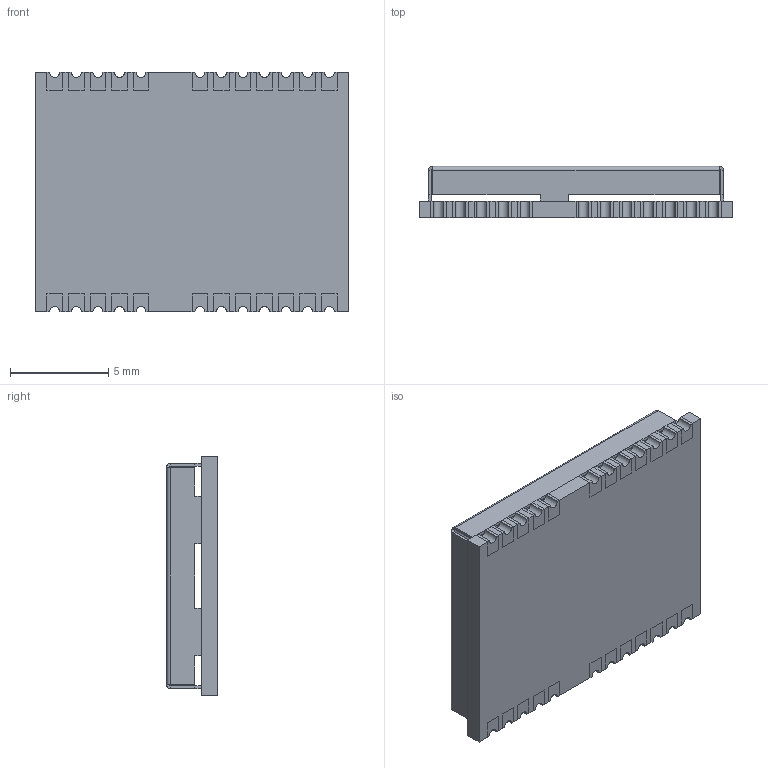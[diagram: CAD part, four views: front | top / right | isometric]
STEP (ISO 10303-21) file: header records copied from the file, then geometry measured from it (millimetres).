
FILE_DESCRIPTION(('HOOPS Exchange Step'),'2;1');
FILE_NAME('temp_export','2022-12-07T10:21:26+08:00',('mobile'),('Shapr3D Limited'),'HOOPS Exchange 2022.1','Shapr3D','Authorized');
FILE_SCHEMA( ('AUTOMOTIVE_DESIGN { 1 0 10303 214 1 1 1 1 }') );
Length unit declared in the file: millimetre
Products named in the file (2): temp_import.STEP; root
Assembly tree (1 placements, depth 2):
  root
    temp_import.STEP
Bounding box: 16 x 2.6 x 12.2 mm (x, y, z)
Volume: 194.3 mm3; surface area: 1031.6 mm2
Topology: 26 solids, 26 shells, 356 faces, 880 edges, 576 vertices
Faces by surface type: plane 316, cylinder 32, bspline 8
Entity records: 10540 total; most frequent: CARTESIAN_POINT 2062, ORIENTED_EDGE 1760, DIRECTION 1612, EDGE_CURVE 880, VECTOR 816, LINE 816, VERTEX_POINT 576, AXIS2_PLACEMENT_3D 398
